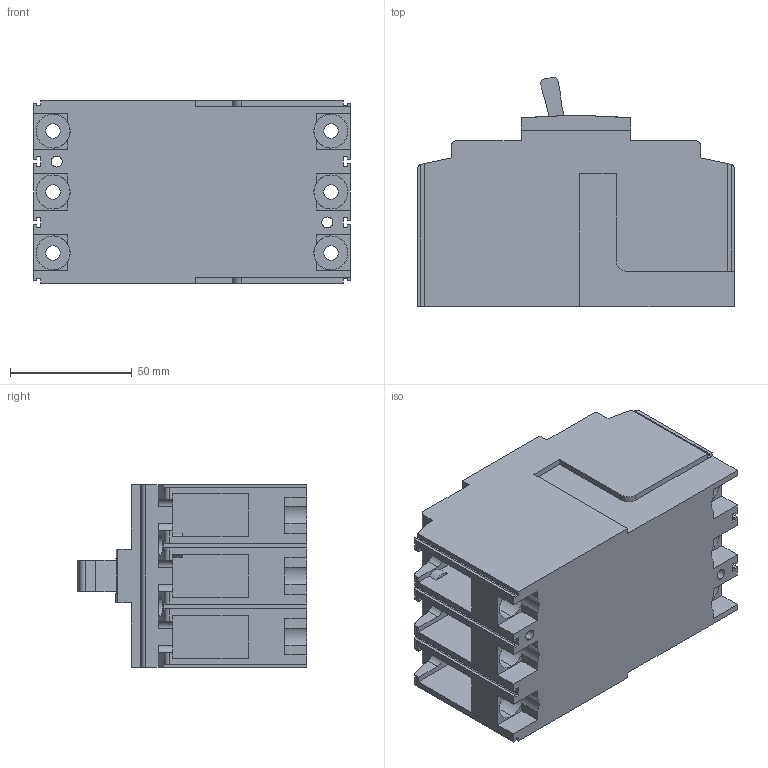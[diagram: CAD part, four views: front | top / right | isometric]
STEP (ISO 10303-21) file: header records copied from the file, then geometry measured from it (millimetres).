
FILE_DESCRIPTION((''),'2;1');
FILE_NAME('EX_BODY_X160_3P_ADJ_4_OVERSEA','2010-04-20T',('Nakamura'),(''),'PRO/ENGINEER BY PARAMETRIC TECHNOLOGY CORPORATION, 2006300','PRO/ENGINEER BY PARAMETRIC TECHNOLOGY CORPORATION, 2006300','');
FILE_SCHEMA(('CONFIG_CONTROL_DESIGN'));
Length unit declared in the file: millimetre
Products named in the file (1): EX_BODY_X160_3P_ADJ_4_OVERSEA
Bounding box: 130 x 94.11 x 75 mm (x, y, z)
Volume: 565849.1 mm3; surface area: 68727 mm2
Topology: 1 solids, 1 shells, 302 faces, 874 edges, 584 vertices
Faces by surface type: plane 220, cylinder 82
Entity records: 10142 total; most frequent: CARTESIAN_POINT 1958, ORIENTED_EDGE 1748, DIRECTION 1638, EDGE_CURVE 874, VECTOR 674, LINE 674, VERTEX_POINT 584, AXIS2_PLACEMENT_3D 482
